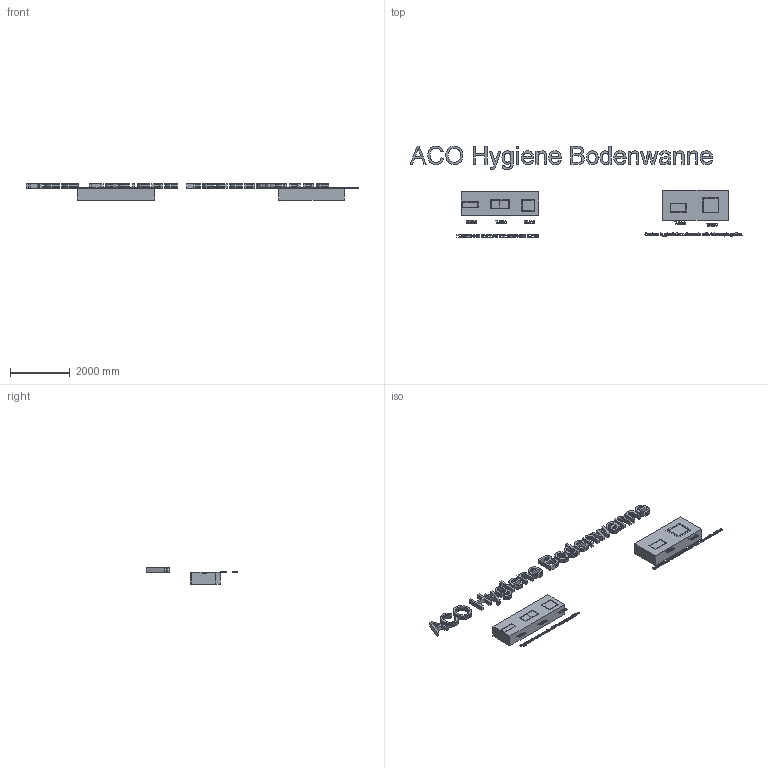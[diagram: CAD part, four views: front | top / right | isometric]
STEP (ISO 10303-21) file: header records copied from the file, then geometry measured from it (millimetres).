
FILE_DESCRIPTION(/* description */ (''),/* implementation_level */ '2;1');
FILE_NAME(/* name */ 'ACOHygieneWannen.step',/* time_stamp */ '2024-03-12T15:08:28+01:00',/* author */ ('ndmes'),/* organization */ (''),/* preprocessor_version */ 'ST-DEVELOPER v18.1',/* originating_system */ 'Autodesk Inventor 2022',/* authorisation */ '');
FILE_SCHEMA (('CONFIG_CONTROL_DESIGN'));
Products named in the file (99): ACOHygieneWannen; ACOHygieneWannen_1; ACOHygieneWannen_1_1; ACOHygieneWannen_2; ACOHygieneWannen_3; ACOHygieneWannen_4; ACOHygieneWannen_5; ACOHygieneWannen_6; ACOHygieneWannen_7; ACOHygieneWannen_8; ACOHygieneWannen_9; ACOHygieneWannen_10; ACOHygieneWannen_11; ACOHygieneWannen_12; ACOHygieneWannen_13; ACOHygieneWannen_14; ACOHygieneWannen_15; ACOHygieneWannen_16; ACOHygieneWannen_17; ACOHygieneWannen_18; ACOHygieneWannen_19; ACOHygieneWannen_20; ACOHygieneWannen_21; ACOHygieneWannen_22; ACOHygieneWannen_23; ACOHygieneWannen_24; ACOHygieneWannen_25; ACOHygieneWannen_26; ACOHygieneWannen_27; ACOHygieneWannen_28; ACOHygieneWannen_29; ACOHygieneWannen_30; ACOHygieneWannen_31; ACOHygieneWannen_32; ACOHygieneWannen_33; ACOHygieneWannen_34; ACOHygieneWannen_35; ACOHygieneWannen_36; ACOHygieneWannen_37; ACOHygieneWannen_38 ...
Assembly tree (98 placements, depth 2):
  ACOHygieneWannen
    ACOHygieneWannen_1
    ACOHygieneWannen_1_1
    ACOHygieneWannen_2
    ACOHygieneWannen_3
    ACOHygieneWannen_4
    ACOHygieneWannen_5
    ACOHygieneWannen_6
    ACOHygieneWannen_7
    ACOHygieneWannen_8
    ACOHygieneWannen_9
    ACOHygieneWannen_10
    ACOHygieneWannen_11
    ACOHygieneWannen_12
    ACOHygieneWannen_13
    ACOHygieneWannen_14
    ACOHygieneWannen_15
    ACOHygieneWannen_16
    ACOHygieneWannen_17
    ACOHygieneWannen_18
    ACOHygieneWannen_19
    ACOHygieneWannen_20
    ACOHygieneWannen_21
    ACOHygieneWannen_22
    ACOHygieneWannen_23
    ACOHygieneWannen_24
    ACOHygieneWannen_25
    ACOHygieneWannen_26
    ACOHygieneWannen_27
    ACOHygieneWannen_28
    ACOHygieneWannen_29
    ACOHygieneWannen_30
    ACOHygieneWannen_31
    ACOHygieneWannen_32
    ACOHygieneWannen_33
    ACOHygieneWannen_34
    ACOHygieneWannen_35
    ACOHygieneWannen_36
    ACOHygieneWannen_37
    ACOHygieneWannen_38
    ACOHygieneWannen_39
    ACOHygieneWannen_40
    ACOHygieneWannen_41
    ACOHygieneWannen_42
    ACOHygieneWannen_43
    ACOHygieneWannen_44
    ACOHygieneWannen_45
    ACOHygieneWannen_46
    ACOHygieneWannen_47
    ACOHygieneWannen_48
    ACOHygieneWannen_49
    ACOHygieneWannen_50
    ACOHygieneWannen_51
    ACOHygieneWannen_52
    ACOHygieneWannen_53
    ACOHygieneWannen_54
    ACOHygieneWannen_55
    ACOHygieneWannen_56
    ACOHygieneWannen_57
    ACOHygieneWannen_58
Bounding box: 11135.5 x 3079.1 x 550 mm (x, y, z)
Volume: 2081124510.7 mm3; surface area: 33133219.9 mm2
Topology: 227 solids, 227 shells, 4519 faces, 12034 edges, 8006 vertices
Faces by surface type: plane 4424, cylinder 90, torus 5
Full cylindrical faces by diameter (mm): 10 x40, 75 x6, 125 x1, 142 x1, 142.6 x4, 149 x1, 157 x4, 162 x2, 164 x1, 165 x4, 182 x4, 217 x1, 223 x1
Entity records: 142392 total; most frequent: CARTESIAN_POINT 24756, ORIENTED_EDGE 24068, DIRECTION 21691, EDGE_CURVE 12034, LINE 11809, VECTOR 11809, VERTEX_POINT 8006, AXIS2_PLACEMENT_3D 4941
